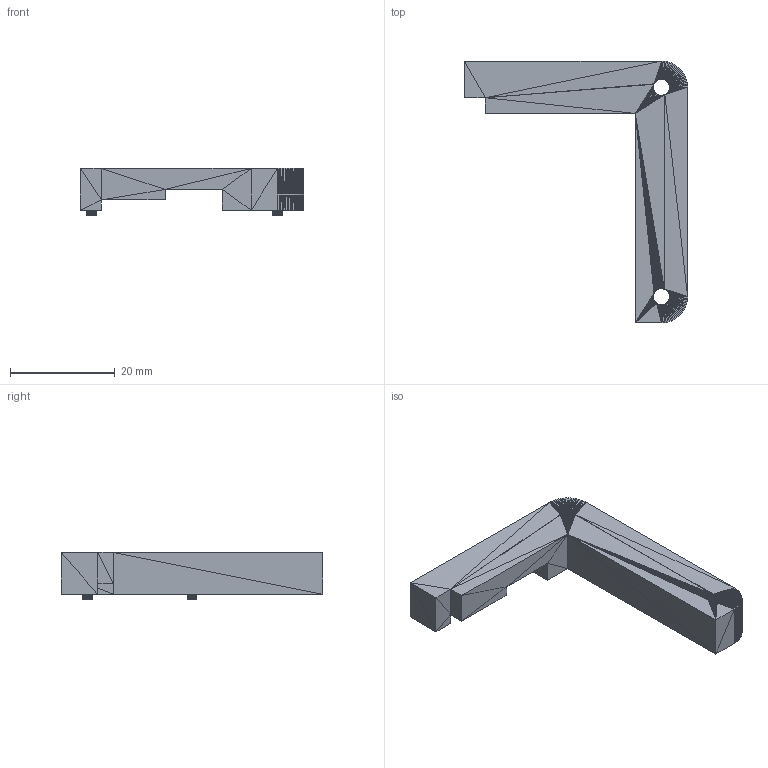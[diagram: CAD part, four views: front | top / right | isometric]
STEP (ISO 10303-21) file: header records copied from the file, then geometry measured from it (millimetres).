
FILE_DESCRIPTION(('FreeCAD Model'),'2;1');
FILE_NAME('spacer_right.step','2021-10-27T20:59:55',('Author'),(''), 'Open CASCADE STEP processor 7.3','FreeCAD','Unknown');
FILE_SCHEMA(('AUTOMOTIVE_DESIGN { 1 0 10303 214 1 1 1 1 }'));
Length unit declared in the file: millimetre
Products named in the file (1): sapcer_right001
Bounding box: 42.62 x 50 x 9 mm (x, y, z)
Surface area: 3123.4 mm2 (no closed solid volume)
Topology: 0 solids, 1 shells, 1858 faces, 2787 edges, 927 vertices
Faces by surface type: plane 1858
Entity records: 36256 total; most frequent: DIRECTION 6505, ORIENTED_EDGE 5574, CARTESIAN_POINT 5573, EDGE_CURVE 2787, LINE 2787, VECTOR 2787, AXIS2_PLACEMENT_3D 1859, ADVANCED_FACE 1858
